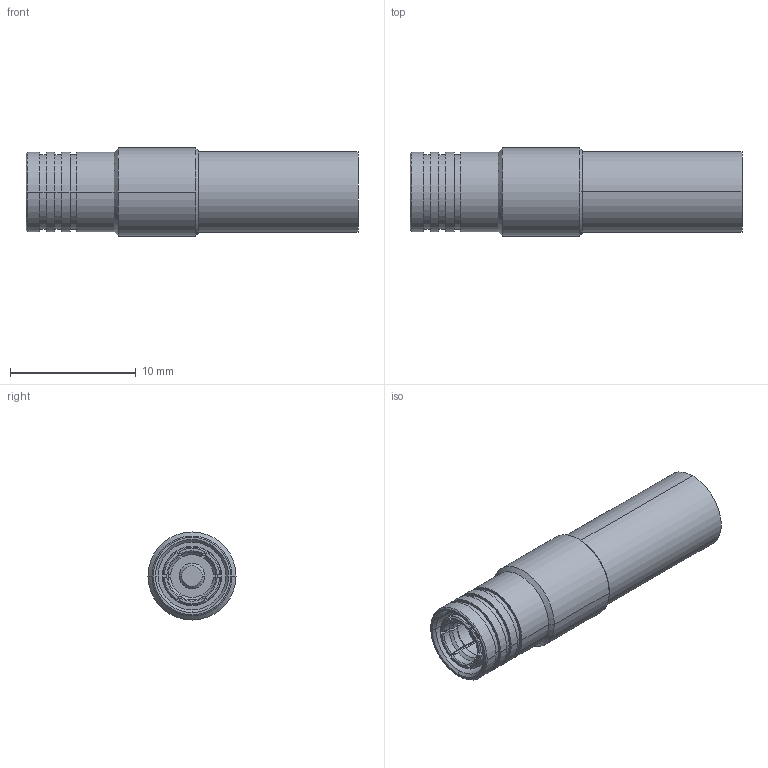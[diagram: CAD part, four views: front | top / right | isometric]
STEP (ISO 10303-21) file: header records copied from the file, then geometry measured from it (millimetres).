
FILE_DESCRIPTION (( 'STEP AP214' ), '1' );
FILE_NAME ('FMCN5444_3D.step', '2025-05-23T15:53:40', ( '' ), ( '' ), 'SwSTEP 2.0', 'SolidWorks 2022', '' );
FILE_SCHEMA (( 'AUTOMOTIVE_DESIGN' ));
Length unit declared in the file: millimetre
Products named in the file (1): FMCN5444_3D
Bounding box: 26.4 x 7 x 7 mm (x, y, z)
Volume: 568.6 mm3; surface area: 1318.1 mm2
Topology: 2 solids, 2 shells, 196 faces, 531 edges, 342 vertices
Faces by surface type: cylinder 90, plane 66, cone 40
Entity records: 6378 total; most frequent: CARTESIAN_POINT 1210, DIRECTION 1133, ORIENTED_EDGE 1062, EDGE_CURVE 531, AXIS2_PLACEMENT_3D 433, VERTEX_POINT 342, LINE 267, VECTOR 267
